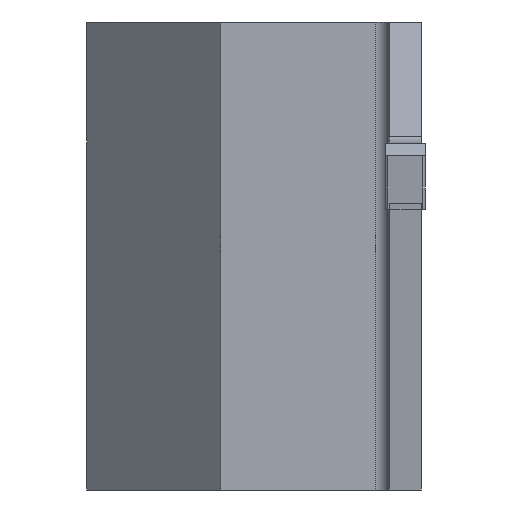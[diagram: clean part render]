
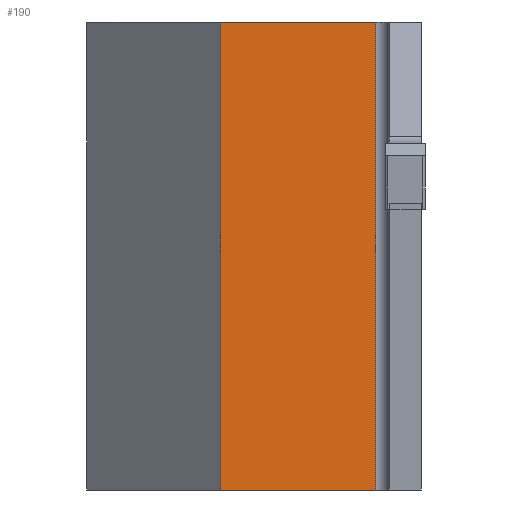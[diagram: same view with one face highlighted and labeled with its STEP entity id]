
A CAD part, left-side view. The second image highlights one B-rep face of the part: STEP entity #190.
In plain terms, the highlighted planar face has unit normal (-1, 0, 0).
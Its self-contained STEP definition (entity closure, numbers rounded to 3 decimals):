
#190=ADVANCED_FACE('',(#265),#226,.F.);
#226=PLANE('',#935);
#265=FACE_OUTER_BOUND('',#306,.T.);
#306=EDGE_LOOP('',(#505,#506,#507,#508));
#505=ORIENTED_EDGE('',*,*,#697,.F.);
#506=ORIENTED_EDGE('',*,*,#701,.T.);
#507=ORIENTED_EDGE('',*,*,#677,.T.);
#508=ORIENTED_EDGE('',*,*,#702,.T.);
#592=VERTEX_POINT('',#1305);
#593=VERTEX_POINT('',#1306);
#599=VERTEX_POINT('',#1341);
#600=VERTEX_POINT('',#1343);
#677=EDGE_CURVE('',#592,#593,#770,.T.);
#697=EDGE_CURVE('',#599,#600,#787,.T.);
#701=EDGE_CURVE('',#599,#592,#790,.T.);
#702=EDGE_CURVE('',#593,#600,#791,.T.);
#770=LINE('',#1304,#859);
#787=LINE('',#1342,#876);
#790=LINE('',#1350,#879);
#791=LINE('',#1351,#880);
#859=VECTOR('',#1074,1.);
#876=VECTOR('',#1117,1.);
#879=VECTOR('',#1128,1.);
#880=VECTOR('',#1129,1.);
#935=AXIS2_PLACEMENT_3D('',#1352,#1130,#1131);
#1074=DIRECTION('',(0.,-1.,0.));
#1117=DIRECTION('',(0.,-1.,0.));
#1128=DIRECTION('',(0.,0.,-1.));
#1129=DIRECTION('',(0.,0.,1.));
#1130=DIRECTION('',(1.,0.,0.));
#1131=DIRECTION('',(0.,0.,-1.));
#1304=CARTESIAN_POINT('',(26.,27.5,-25.));
#1305=CARTESIAN_POINT('',(26.,15.,-25.));
#1306=CARTESIAN_POINT('',(26.,3.4,-25.));
#1341=CARTESIAN_POINT('',(26.,15.,10.));
#1342=CARTESIAN_POINT('',(26.,27.5,10.));
#1343=CARTESIAN_POINT('',(26.,3.4,10.));
#1350=CARTESIAN_POINT('',(26.,15.,-336.5));
#1351=CARTESIAN_POINT('',(26.,3.4,10.));
#1352=CARTESIAN_POINT('',(26.,27.5,-25.));
